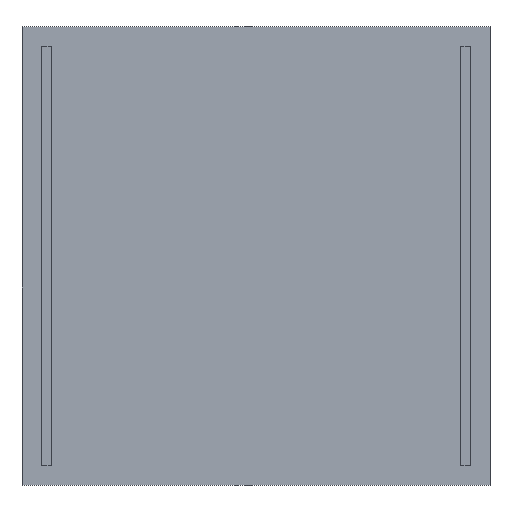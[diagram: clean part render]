
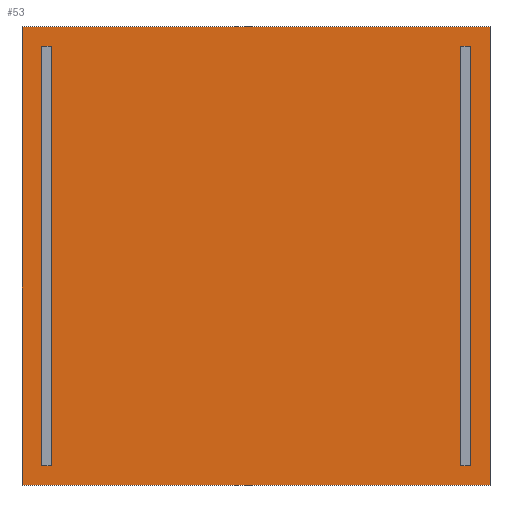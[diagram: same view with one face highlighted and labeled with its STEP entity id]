
A CAD part, top view. The second image highlights one B-rep face of the part: STEP entity #53.
In plain terms, the highlighted planar face has unit normal (0, 0, 1).
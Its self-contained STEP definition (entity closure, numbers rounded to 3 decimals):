
#53=ADVANCED_FACE('',(#197,#199,#201),#203,.T.);
#197=FACE_BOUND('',#198,.T.);
#198=EDGE_LOOP('',(#313,#314,#315,#316));
#199=FACE_BOUND('',#200,.T.);
#200=EDGE_LOOP('',(#317,#318,#319,#320));
#201=FACE_BOUND('',#202,.T.);
#202=EDGE_LOOP('',(#321,#322,#323,#324));
#203=PLANE('',#204);
#204=AXIS2_PLACEMENT_3D('',#205,#206,#207);
#205=CARTESIAN_POINT('',(0.,0.,0.));
#206=DIRECTION('',(0.,0.,1.));
#207=DIRECTION('',(1.,0.,0.));
#313=ORIENTED_EDGE('',*,*,#385,.T.);
#314=ORIENTED_EDGE('',*,*,#386,.T.);
#315=ORIENTED_EDGE('',*,*,#387,.T.);
#316=ORIENTED_EDGE('',*,*,#388,.T.);
#317=ORIENTED_EDGE('',*,*,#389,.F.);
#318=ORIENTED_EDGE('',*,*,#390,.F.);
#319=ORIENTED_EDGE('',*,*,#391,.F.);
#320=ORIENTED_EDGE('',*,*,#392,.F.);
#321=ORIENTED_EDGE('',*,*,#393,.F.);
#322=ORIENTED_EDGE('',*,*,#394,.F.);
#323=ORIENTED_EDGE('',*,*,#395,.F.);
#324=ORIENTED_EDGE('',*,*,#396,.F.);
#385=EDGE_CURVE('',#421,#422,#423,.T.);
#386=EDGE_CURVE('',#422,#424,#425,.T.);
#387=EDGE_CURVE('',#424,#426,#427,.T.);
#388=EDGE_CURVE('',#426,#421,#428,.T.);
#389=EDGE_CURVE('',#429,#430,#431,.T.);
#390=EDGE_CURVE('',#432,#429,#433,.T.);
#391=EDGE_CURVE('',#434,#432,#435,.T.);
#392=EDGE_CURVE('',#430,#434,#436,.T.);
#393=EDGE_CURVE('',#437,#438,#439,.T.);
#394=EDGE_CURVE('',#440,#437,#441,.T.);
#395=EDGE_CURVE('',#442,#440,#443,.T.);
#396=EDGE_CURVE('',#438,#442,#444,.T.);
#421=VERTEX_POINT('',#481);
#422=VERTEX_POINT('',#482);
#423=LINE('',#483,#484);
#424=VERTEX_POINT('',#486);
#425=LINE('',#487,#488);
#426=VERTEX_POINT('',#490);
#427=LINE('',#491,#492);
#428=LINE('',#494,#495);
#429=VERTEX_POINT('',#497);
#430=VERTEX_POINT('',#498);
#431=LINE('',#499,#500);
#432=VERTEX_POINT('',#502);
#433=LINE('',#503,#504);
#434=VERTEX_POINT('',#506);
#435=LINE('',#507,#508);
#436=LINE('',#510,#511);
#437=VERTEX_POINT('',#513);
#438=VERTEX_POINT('',#514);
#439=LINE('',#515,#516);
#440=VERTEX_POINT('',#518);
#441=LINE('',#519,#520);
#442=VERTEX_POINT('',#522);
#443=LINE('',#523,#524);
#444=LINE('',#526,#527);
#481=CARTESIAN_POINT('',(24.,-23.5,0.));
#482=CARTESIAN_POINT('',(24.,23.5,0.));
#483=CARTESIAN_POINT('',(24.,-23.5,0.));
#484=VECTOR('',#485,1.);
#485=DIRECTION('',(0.,1.,0.));
#486=CARTESIAN_POINT('',(-24.,23.5,0.));
#487=CARTESIAN_POINT('',(24.,23.5,0.));
#488=VECTOR('',#489,1.);
#489=DIRECTION('',(-1.,0.,0.));
#490=CARTESIAN_POINT('',(-24.,-23.5,0.));
#491=CARTESIAN_POINT('',(-24.,23.5,0.));
#492=VECTOR('',#493,1.);
#493=DIRECTION('',(0.,-1.,0.));
#494=CARTESIAN_POINT('',(-24.,-23.5,0.));
#495=VECTOR('',#496,1.);
#496=DIRECTION('',(1.,0.,0.));
#497=CARTESIAN_POINT('',(-21.,-21.5,0.));
#498=CARTESIAN_POINT('',(-21.,21.5,0.));
#499=CARTESIAN_POINT('',(-21.,-21.5,0.));
#500=VECTOR('',#501,1.);
#501=DIRECTION('',(0.,1.,0.));
#502=CARTESIAN_POINT('',(-22.,-21.5,0.));
#503=CARTESIAN_POINT('',(-22.,-21.5,0.));
#504=VECTOR('',#505,1.);
#505=DIRECTION('',(1.,0.,0.));
#506=CARTESIAN_POINT('',(-22.,21.5,0.));
#507=CARTESIAN_POINT('',(-22.,21.5,0.));
#508=VECTOR('',#509,1.);
#509=DIRECTION('',(0.,-1.,0.));
#510=CARTESIAN_POINT('',(-21.,21.5,0.));
#511=VECTOR('',#512,1.);
#512=DIRECTION('',(-1.,0.,0.));
#513=CARTESIAN_POINT('',(22.,-21.5,0.));
#514=CARTESIAN_POINT('',(22.,21.5,0.));
#515=CARTESIAN_POINT('',(22.,-21.5,0.));
#516=VECTOR('',#517,1.);
#517=DIRECTION('',(0.,1.,0.));
#518=CARTESIAN_POINT('',(21.,-21.5,0.));
#519=CARTESIAN_POINT('',(21.,-21.5,0.));
#520=VECTOR('',#521,1.);
#521=DIRECTION('',(1.,0.,0.));
#522=CARTESIAN_POINT('',(21.,21.5,0.));
#523=CARTESIAN_POINT('',(21.,21.5,0.));
#524=VECTOR('',#525,1.);
#525=DIRECTION('',(0.,-1.,0.));
#526=CARTESIAN_POINT('',(22.,21.5,0.));
#527=VECTOR('',#528,1.);
#528=DIRECTION('',(-1.,0.,0.));
